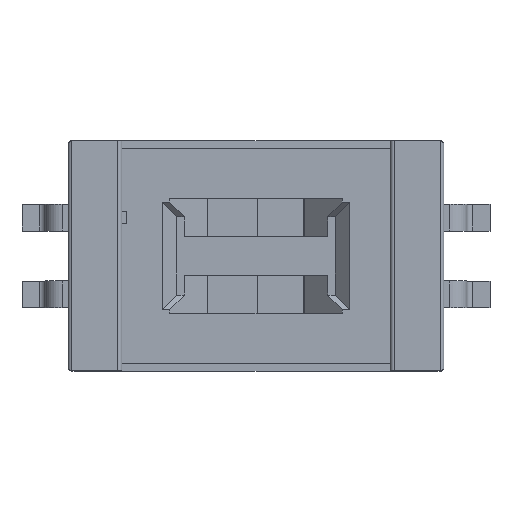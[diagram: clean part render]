
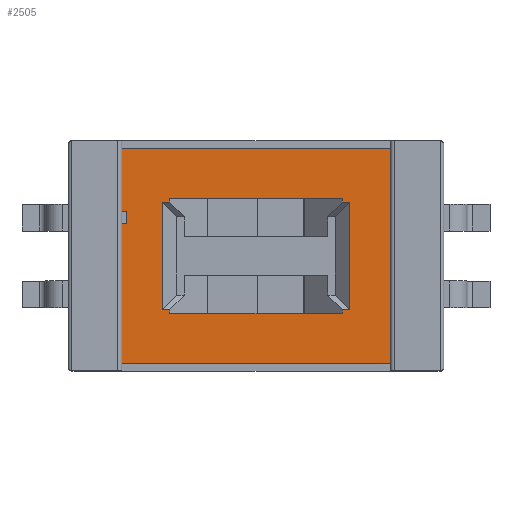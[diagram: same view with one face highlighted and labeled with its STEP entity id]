
A CAD part, top view. The second image highlights one B-rep face of the part: STEP entity #2505.
In plain terms, the highlighted planar face has unit normal (0, 0, 1).
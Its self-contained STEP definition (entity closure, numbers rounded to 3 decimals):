
#27=VECTOR('',#28,1.);
#28=DIRECTION('',(0.,1.,0.));
#34=VECTOR('',#35,1.);
#35=DIRECTION('',(-1.,0.,0.));
#41=VECTOR('',#42,1.);
#42=DIRECTION('',(0.,-1.,0.));
#46=VECTOR('',#47,1.);
#47=DIRECTION('',(1.,0.,0.));
#50=DIRECTION('',(0.,0.,-1.));
#206=VECTOR('',#207,1.);
#207=DIRECTION('',(0.,-1.,0.));
#1133=CARTESIAN_POINT('',(1.75,1.5,1.5));
#1740=CARTESIAN_POINT('',(-1.75,-1.5,1.5));
#1822=VERTEX_POINT('',#1823);
#1823=CARTESIAN_POINT('',(1.75,1.4,1.5));
#1824=LINE('',#1133,#206);
#1828=CARTESIAN_POINT('',(2.25,1.4,1.5));
#1829=LINE('',#1828,#34);
#1833=CARTESIAN_POINT('',(2.25,-1.4,1.5));
#1837=VERTEX_POINT('',#1838);
#1838=CARTESIAN_POINT('',(1.75,-1.4,1.5));
#1839=LINE('',#1840,#46);
#1840=CARTESIAN_POINT('',(-2.25,-1.4,1.5));
#1854=EDGE_CURVE('',#1822,#1837,#1824,.T.);
#2137=VERTEX_POINT('',#2138);
#2138=CARTESIAN_POINT('',(-1.75,1.4,1.5));
#2139=ORIENTED_EDGE('',*,*,#2140,.F.);
#2140=EDGE_CURVE('',#1822,#2137,#1829,.T.);
#2187=VERTEX_POINT('',#2188);
#2188=CARTESIAN_POINT('',(-1.75,-1.4,1.5));
#2189=LINE('',#1740,#27);
#2209=EDGE_CURVE('',#2210,#2137,#2189,.T.);
#2210=VERTEX_POINT('',#2211);
#2211=CARTESIAN_POINT('',(-1.75,0.583,1.5));
#2214=VERTEX_POINT('',#2215);
#2215=CARTESIAN_POINT('',(-1.75,0.417,1.5));
#2217=EDGE_CURVE('',#2187,#2214,#2189,.T.);
#2492=ORIENTED_EDGE('',*,*,#2493,.F.);
#2493=EDGE_CURVE('',#2187,#1837,#1839,.T.);
#2505=ADVANCED_FACE('',(#2506,#2525),#2587,.F.);
#2506=FACE_BOUND('',#2507,.F.);
#2507=EDGE_LOOP('',(#2139,#2508,#2492,#2509,#2510,#2516,#2521,#2524));
#2508=ORIENTED_EDGE('',*,*,#1854,.T.);
#2509=ORIENTED_EDGE('',*,*,#2217,.T.);
#2510=ORIENTED_EDGE('',*,*,#2511,.T.);
#2511=EDGE_CURVE('',#2214,#2512,#2514,.T.);
#2512=VERTEX_POINT('',#2513);
#2513=CARTESIAN_POINT('',(-1.683,0.417,1.5));
#2514=LINE('',#2515,#46);
#2515=CARTESIAN_POINT('',(-1.85,0.417,1.5));
#2516=ORIENTED_EDGE('',*,*,#2517,.T.);
#2517=EDGE_CURVE('',#2512,#2518,#2520,.T.);
#2518=VERTEX_POINT('',#2519);
#2519=CARTESIAN_POINT('',(-1.683,0.583,1.5));
#2520=LINE('',#2513,#27);
#2521=ORIENTED_EDGE('',*,*,#2522,.T.);
#2522=EDGE_CURVE('',#2518,#2210,#2523,.T.);
#2523=LINE('',#2519,#34);
#2524=ORIENTED_EDGE('',*,*,#2209,.T.);
#2525=FACE_BOUND('',#2526,.F.);
#2526=EDGE_LOOP('',(#2527,#2534,#2539,#2545,#2550,#2555,#2561,#2566,#2571,#2575,#2579,#2583));
#2527=ORIENTED_EDGE('',*,*,#2528,.T.);
#2528=EDGE_CURVE('',#2529,#2531,#2533,.T.);
#2529=VERTEX_POINT('',#2530);
#2530=CARTESIAN_POINT('',(-1.125,-0.75,1.5));
#2531=VERTEX_POINT('',#2532);
#2532=CARTESIAN_POINT('',(1.125,-0.75,1.5));
#2533=LINE('',#2530,#46);
#2534=ORIENTED_EDGE('',*,*,#2535,.T.);
#2535=EDGE_CURVE('',#2531,#2536,#2538,.T.);
#2536=VERTEX_POINT('',#2537);
#2537=CARTESIAN_POINT('',(1.125,-0.7,1.5));
#2538=LINE('',#2532,#27);
#2539=ORIENTED_EDGE('',*,*,#2540,.T.);
#2540=EDGE_CURVE('',#2536,#2541,#2543,.T.);
#2541=VERTEX_POINT('',#2542);
#2542=CARTESIAN_POINT('',(1.225,-0.7,1.5));
#2543=LINE('',#2544,#46);
#2544=CARTESIAN_POINT('',(-1.225,-0.7,1.5));
#2545=ORIENTED_EDGE('',*,*,#2546,.T.);
#2546=EDGE_CURVE('',#2541,#2547,#2549,.T.);
#2547=VERTEX_POINT('',#2548);
#2548=CARTESIAN_POINT('',(1.225,0.7,1.5));
#2549=LINE('',#2542,#27);
#2550=ORIENTED_EDGE('',*,*,#2551,.T.);
#2551=EDGE_CURVE('',#2547,#2552,#2554,.T.);
#2552=VERTEX_POINT('',#2553);
#2553=CARTESIAN_POINT('',(1.125,0.7,1.5));
#2554=LINE('',#2548,#34);
#2555=ORIENTED_EDGE('',*,*,#2556,.T.);
#2556=EDGE_CURVE('',#2552,#2557,#2559,.T.);
#2557=VERTEX_POINT('',#2558);
#2558=CARTESIAN_POINT('',(1.125,0.75,1.5));
#2559=LINE('',#2560,#27);
#2560=CARTESIAN_POINT('',(1.125,0.25,1.5));
#2561=ORIENTED_EDGE('',*,*,#2562,.T.);
#2562=EDGE_CURVE('',#2557,#2563,#2565,.T.);
#2563=VERTEX_POINT('',#2564);
#2564=CARTESIAN_POINT('',(-1.125,0.75,1.5));
#2565=LINE('',#2558,#34);
#2566=ORIENTED_EDGE('',*,*,#2567,.T.);
#2567=EDGE_CURVE('',#2563,#2568,#2570,.T.);
#2568=VERTEX_POINT('',#2569);
#2569=CARTESIAN_POINT('',(-1.125,0.7,1.5));
#2570=LINE('',#2564,#41);
#2571=ORIENTED_EDGE('',*,*,#2572,.T.);
#2572=EDGE_CURVE('',#2568,#2573,#2554,.T.);
#2573=VERTEX_POINT('',#2574);
#2574=CARTESIAN_POINT('',(-1.225,0.7,1.5));
#2575=ORIENTED_EDGE('',*,*,#2576,.T.);
#2576=EDGE_CURVE('',#2573,#2577,#2578,.T.);
#2577=VERTEX_POINT('',#2544);
#2578=LINE('',#2574,#41);
#2579=ORIENTED_EDGE('',*,*,#2580,.T.);
#2580=EDGE_CURVE('',#2577,#2581,#2543,.T.);
#2581=VERTEX_POINT('',#2582);
#2582=CARTESIAN_POINT('',(-1.125,-0.7,1.5));
#2583=ORIENTED_EDGE('',*,*,#2584,.T.);
#2584=EDGE_CURVE('',#2581,#2529,#2585,.T.);
#2585=LINE('',#2586,#41);
#2586=CARTESIAN_POINT('',(-1.125,-0.25,1.5));
#2587=PLANE('',#2588);
#2588=AXIS2_PLACEMENT_3D('',#1833,#50,#2589);
#2589=DIRECTION('',(-0.849,0.528,0.));
